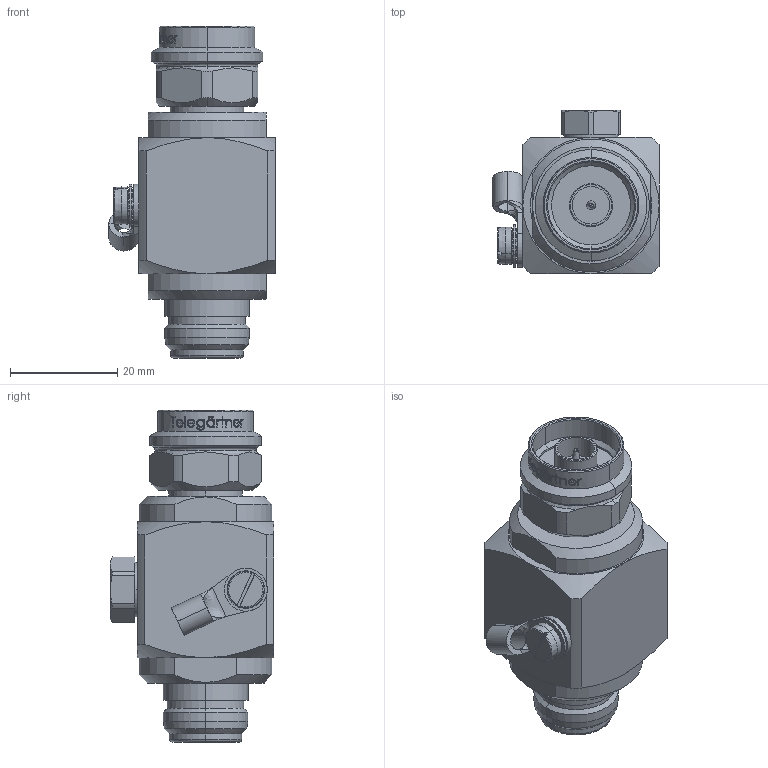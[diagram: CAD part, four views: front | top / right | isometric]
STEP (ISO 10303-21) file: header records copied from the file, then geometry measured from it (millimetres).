
FILE_DESCRIPTION (( 'STEP AP214' ), '1' );
FILE_NAME ('J01028A0034.STEP', '2018-11-20T09:06:49', ( '' ), ( '' ), 'SwSTEP 2.0', 'SolidWorks 2017', '' );
FILE_SCHEMA (( 'AUTOMOTIVE_DESIGN' ));
Length unit declared in the file: millimetre
Products named in the file (1): J01028A0034
Bounding box: 31 x 30.47 x 61.9 mm (x, y, z)
Volume: 26330.9 mm3; surface area: 8807 mm2
Topology: 7 solids, 15 shells, 539 faces, 1358 edges, 881 vertices
Faces by surface type: cylinder 158, plane 137, bspline 135, cone 93, torus 14, sphere 2
Full cylindrical faces by diameter (mm): 3.6 x2
Entity records: 30898 total; most frequent: CARTESIAN_POINT 13249, ORIENTED_EDGE 2720, DIRECTION 2058, EDGE_CURVE 1360, VERTEX_POINT 883, AXIS2_PLACEMENT_3D 816, EDGE_LOOP 581, FACE_OUTER_BOUND 539
